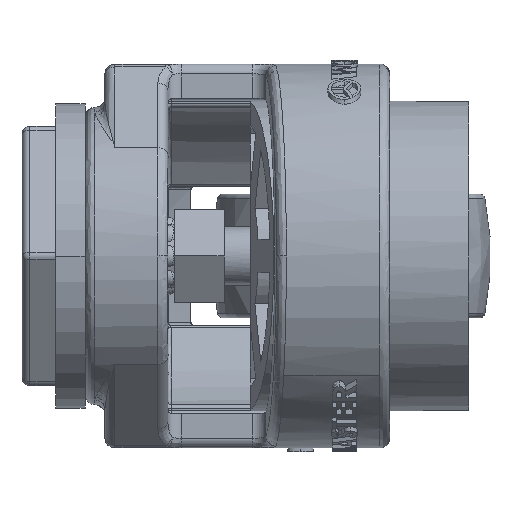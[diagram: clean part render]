
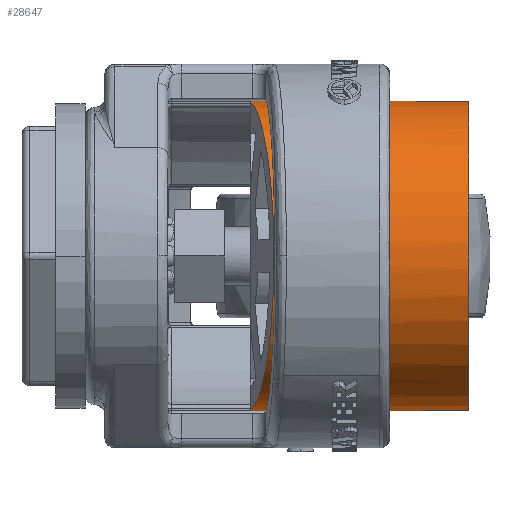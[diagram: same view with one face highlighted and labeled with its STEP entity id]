
A CAD part, left-side view. The second image highlights one B-rep face of the part: STEP entity #28647.
In plain terms, the highlighted cylindrical face has radius 40.171 mm (diameter 80.342 mm), a partial arc.
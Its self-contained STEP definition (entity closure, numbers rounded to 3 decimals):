
#35 = EDGE_CURVE ( 'NONE', #16880, #6953, #5933, .T. ) ;
#342 = EDGE_CURVE ( 'NONE', #16637, #16880, #29910, .T. ) ;
#1511 = CIRCLE ( 'NONE', #5530, 40.171 ) ;
#2485 = EDGE_LOOP ( 'NONE', ( #5192, #21094, #5612, #24515, #14362, #22911 ) ) ;
#3561 = DIRECTION ( 'NONE',  ( -0.1, 0., 0.995 ) ) ;
#4408 = LINE ( 'NONE', #28486, #28680 ) ;
#4814 = DIRECTION ( 'NONE',  ( -0.1, 0., 0.995 ) ) ;
#5192 = ORIENTED_EDGE ( 'NONE', *, *, #16968, .F. ) ;
#5530 = AXIS2_PLACEMENT_3D ( 'NONE', #26379, #26845, #4814 ) ;
#5612 = ORIENTED_EDGE ( 'NONE', *, *, #23660, .T. ) ;
#5933 = LINE ( 'NONE', #14886, #10783 ) ;
#6953 = VERTEX_POINT ( 'NONE', #12572 ) ;
#7499 = VERTEX_POINT ( 'NONE', #20283 ) ;
#9390 = VERTEX_POINT ( 'NONE', #18102 ) ;
#9554 = DIRECTION ( 'NONE',  ( 0., -1., 0. ) ) ;
#9965 = CARTESIAN_POINT ( 'NONE',  ( -29.049, 2.958, -39.971 ) ) ;
#10127 = AXIS2_PLACEMENT_3D ( 'NONE', #30811, #18218, #27830 ) ;
#10321 = DIRECTION ( 'NONE',  ( 0., -1., 0. ) ) ;
#10783 = VECTOR ( 'NONE', #24521, 1000. ) ;
#12572 = CARTESIAN_POINT ( 'NONE',  ( -29.049, -53.453, -39.971 ) ) ;
#13266 = CARTESIAN_POINT ( 'NONE',  ( -29.049, 2.958, 39.971 ) ) ;
#13938 = CYLINDRICAL_SURFACE ( 'NONE', #10127, 40.171 ) ;
#14061 =( BOUNDED_CURVE ( )  B_SPLINE_CURVE ( 3, ( #14388, #24482, #28902, #24168 ),
 .UNSPECIFIED., .F., .T. ) 
 B_SPLINE_CURVE_WITH_KNOTS ( ( 4, 4 ),
 ( 1.708, 4.576 ),
 .UNSPECIFIED. ) 
 CURVE ( )  GEOMETRIC_REPRESENTATION_ITEM ( )  RATIONAL_B_SPLINE_CURVE ( ( 1., 0.424, 0.424, 1. ) ) 
 REPRESENTATION_ITEM ( '' )  );
#14362 = ORIENTED_EDGE ( 'NONE', *, *, #342, .T. ) ;
#14388 = CARTESIAN_POINT ( 'NONE',  ( -30.526, 2.958, 39.796 ) ) ;
#14440 = AXIS2_PLACEMENT_3D ( 'NONE', #15505, #10321, #3561 ) ;
#14792 = AXIS2_PLACEMENT_3D ( 'NONE', #25105, #22594, #29671 ) ;
#14886 = CARTESIAN_POINT ( 'NONE',  ( -29.049, 2.958, -39.971 ) ) ;
#15505 = CARTESIAN_POINT ( 'NONE',  ( -25.049, 2.958, 0. ) ) ;
#16314 = FACE_OUTER_BOUND ( 'NONE', #2485, .T. ) ;
#16637 = VERTEX_POINT ( 'NONE', #21431 ) ;
#16880 = VERTEX_POINT ( 'NONE', #9965 ) ;
#16968 = EDGE_CURVE ( 'NONE', #9390, #6953, #1511, .T. ) ;
#18102 = CARTESIAN_POINT ( 'NONE',  ( -29.049, -53.453, 39.971 ) ) ;
#18218 = DIRECTION ( 'NONE',  ( 0., 1., 0. ) ) ;
#18437 = VERTEX_POINT ( 'NONE', #13266 ) ;
#20283 = CARTESIAN_POINT ( 'NONE',  ( -30.526, 2.958, 39.796 ) ) ;
#21094 = ORIENTED_EDGE ( 'NONE', *, *, #27534, .F. ) ;
#21431 = CARTESIAN_POINT ( 'NONE',  ( -30.526, 2.958, -39.796 ) ) ;
#22594 = DIRECTION ( 'NONE',  ( 0., -1., 0. ) ) ;
#22911 = ORIENTED_EDGE ( 'NONE', *, *, #35, .T. ) ;
#23660 = EDGE_CURVE ( 'NONE', #18437, #7499, #29557, .T. ) ;
#24168 = CARTESIAN_POINT ( 'NONE',  ( -30.526, 2.958, -39.796 ) ) ;
#24482 = CARTESIAN_POINT ( 'NONE',  ( -92.48, -7.877, 31.269 ) ) ;
#24488 = EDGE_CURVE ( 'NONE', #7499, #16637, #14061, .T. ) ;
#24515 = ORIENTED_EDGE ( 'NONE', *, *, #24488, .T. ) ;
#24521 = DIRECTION ( 'NONE',  ( 0., -1., 0. ) ) ;
#25105 = CARTESIAN_POINT ( 'NONE',  ( -25.049, 2.958, 0. ) ) ;
#26379 = CARTESIAN_POINT ( 'NONE',  ( -25.049, -53.453, 0. ) ) ;
#26845 = DIRECTION ( 'NONE',  ( 0., -1., 0. ) ) ;
#27534 = EDGE_CURVE ( 'NONE', #18437, #9390, #4408, .T. ) ;
#27830 = DIRECTION ( 'NONE',  ( -0.1, 0., 0.995 ) ) ;
#28486 = CARTESIAN_POINT ( 'NONE',  ( -29.049, 2.958, 39.971 ) ) ;
#28647 = ADVANCED_FACE ( 'NONE', ( #16314 ), #13938, .T. ) ;
#28680 = VECTOR ( 'NONE', #9554, 1000. ) ;
#28902 = CARTESIAN_POINT ( 'NONE',  ( -92.48, -7.877, -31.269 ) ) ;
#29557 = CIRCLE ( 'NONE', #14440, 40.171 ) ;
#29671 = DIRECTION ( 'NONE',  ( -0.136, 0., -0.991 ) ) ;
#29910 = CIRCLE ( 'NONE', #14792, 40.171 ) ;
#30811 = CARTESIAN_POINT ( 'NONE',  ( -25.049, -53.453, 0. ) ) ;
